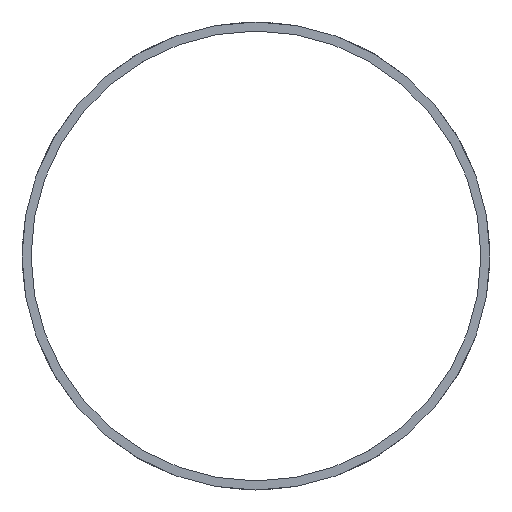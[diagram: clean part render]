
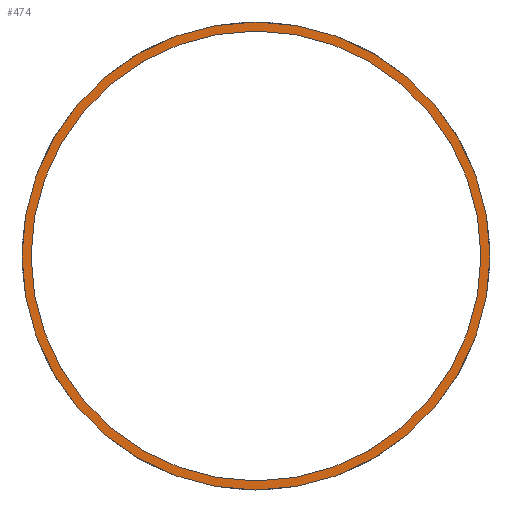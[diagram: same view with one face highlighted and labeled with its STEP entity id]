
A CAD part, front view. The second image highlights one B-rep face of the part: STEP entity #474.
In plain terms, the highlighted planar face has unit normal (0, -1, 0).
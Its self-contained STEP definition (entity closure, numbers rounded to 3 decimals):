
#132 = CARTESIAN_POINT ( 'NONE',  ( 0., 0., 44.9 ) ) ;
#272 = ORIENTED_EDGE ( 'NONE', *, *, #641, .T. ) ;
#338 = CIRCLE ( 'NONE', #663, 43.15 ) ;
#431 = CARTESIAN_POINT ( 'NONE',  ( 0., 0., -43.15 ) ) ;
#474 = ADVANCED_FACE ( 'NONE', ( #858, #881 ), #1901, .F. ) ;
#488 = VERTEX_POINT ( 'NONE', #2068 ) ;
#505 = ORIENTED_EDGE ( 'NONE', *, *, #769, .F. ) ;
#600 = DIRECTION ( 'NONE',  ( 0., 0., 1. ) ) ;
#641 = EDGE_CURVE ( 'NONE', #1597, #488, #338, .T. ) ;
#663 = AXIS2_PLACEMENT_3D ( 'NONE', #1268, #1460, #1782 ) ;
#735 = AXIS2_PLACEMENT_3D ( 'NONE', #1731, #1756, #1381 ) ;
#769 = EDGE_CURVE ( 'NONE', #994, #2150, #1249, .T. ) ;
#858 = FACE_BOUND ( 'NONE', #1496, .T. ) ;
#879 = EDGE_CURVE ( 'NONE', #488, #1597, #1926, .T. ) ;
#881 = FACE_OUTER_BOUND ( 'NONE', #1141, .T. ) ;
#994 = VERTEX_POINT ( 'NONE', #132 ) ;
#1063 = CARTESIAN_POINT ( 'NONE',  ( 0., 0., 0. ) ) ;
#1141 = EDGE_LOOP ( 'NONE', ( #1921, #505 ) ) ;
#1249 = CIRCLE ( 'NONE', #735, 44.9 ) ;
#1268 = CARTESIAN_POINT ( 'NONE',  ( 0., 0., 0. ) ) ;
#1275 = DIRECTION ( 'NONE',  ( 0., 1., 0. ) ) ;
#1381 = DIRECTION ( 'NONE',  ( 0., 0., 1. ) ) ;
#1416 = CARTESIAN_POINT ( 'NONE',  ( 0., 0., -44.9 ) ) ;
#1444 = DIRECTION ( 'NONE',  ( 0., 0., 1. ) ) ;
#1458 = DIRECTION ( 'NONE',  ( 0., 1., 0. ) ) ;
#1460 = DIRECTION ( 'NONE',  ( 0., 1., 0. ) ) ;
#1482 = CARTESIAN_POINT ( 'NONE',  ( 0., 0., 0. ) ) ;
#1496 = EDGE_LOOP ( 'NONE', ( #1683, #272 ) ) ;
#1535 = AXIS2_PLACEMENT_3D ( 'NONE', #1063, #2242, #1747 ) ;
#1597 = VERTEX_POINT ( 'NONE', #431 ) ;
#1677 = AXIS2_PLACEMENT_3D ( 'NONE', #1933, #1275, #1444 ) ;
#1683 = ORIENTED_EDGE ( 'NONE', *, *, #879, .T. ) ;
#1711 = CIRCLE ( 'NONE', #1998, 44.9 ) ;
#1731 = CARTESIAN_POINT ( 'NONE',  ( 0., 0., 0. ) ) ;
#1747 = DIRECTION ( 'NONE',  ( 0., 0., 1. ) ) ;
#1756 = DIRECTION ( 'NONE',  ( 0., 1., 0. ) ) ;
#1782 = DIRECTION ( 'NONE',  ( 0., 0., 1. ) ) ;
#1901 = PLANE ( 'NONE',  #1535 ) ;
#1921 = ORIENTED_EDGE ( 'NONE', *, *, #2240, .F. ) ;
#1926 = CIRCLE ( 'NONE', #1677, 43.15 ) ;
#1933 = CARTESIAN_POINT ( 'NONE',  ( 0., 0., 0. ) ) ;
#1998 = AXIS2_PLACEMENT_3D ( 'NONE', #1482, #1458, #600 ) ;
#2068 = CARTESIAN_POINT ( 'NONE',  ( 0., 0., 43.15 ) ) ;
#2150 = VERTEX_POINT ( 'NONE', #1416 ) ;
#2240 = EDGE_CURVE ( 'NONE', #2150, #994, #1711, .T. ) ;
#2242 = DIRECTION ( 'NONE',  ( 0., 1., 0. ) ) ;
